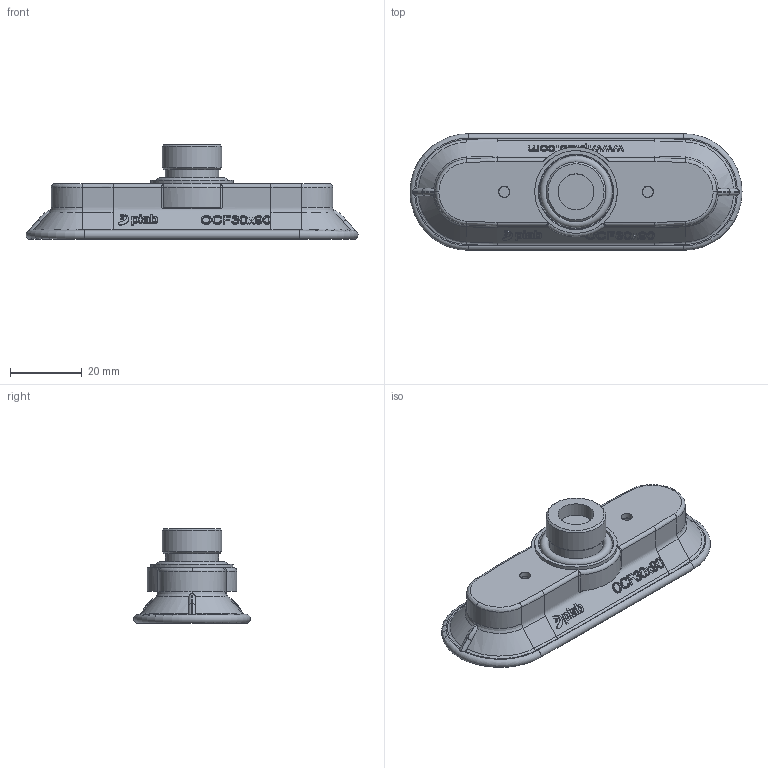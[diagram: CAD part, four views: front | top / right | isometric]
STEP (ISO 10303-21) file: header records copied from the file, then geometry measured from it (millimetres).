
FILE_DESCRIPTION( ( 'Unknown' ), '1' );
FILE_NAME( '0122456.stp', 'Unknown', ( 'Unknown' ), ( 'Unknown' ), 'PSStep 10.0', 'Unknown', ' ' );
FILE_SCHEMA( ( 'AUTOMOTIVE_DESIGN { 1 0 10303 214 1 1 1 1 }' ) );
Length unit declared in the file: millimetre
Products named in the file (1): 0115130
Bounding box: 92.5 x 32.5 x 26.4 mm (x, y, z)
Volume: 29393 mm3; surface area: 9752.6 mm2
Topology: 1 solids, 1 shells, 420 faces, 1088 edges, 718 vertices
Faces by surface type: plane 192, cylinder 141, extrusion 52, bspline 23, torus 9, cone 3
Full cylindrical faces by diameter (mm): 3 x2, 3.2 x2, 5 x1, 10 x2, 14.8 x1, 15 x1, 16.66 x1, 21 x1, 23 x1
Entity records: 25863 total; most frequent: CARTESIAN_POINT 12964, ORIENTED_EDGE 2096, DIRECTION 1687, EDGE_CURVE 1048, VERTEX_POINT 708, AXIS2_PLACEMENT_3D 626, EDGE_LOOP 498, FACE_OUTER_BOUND 445
